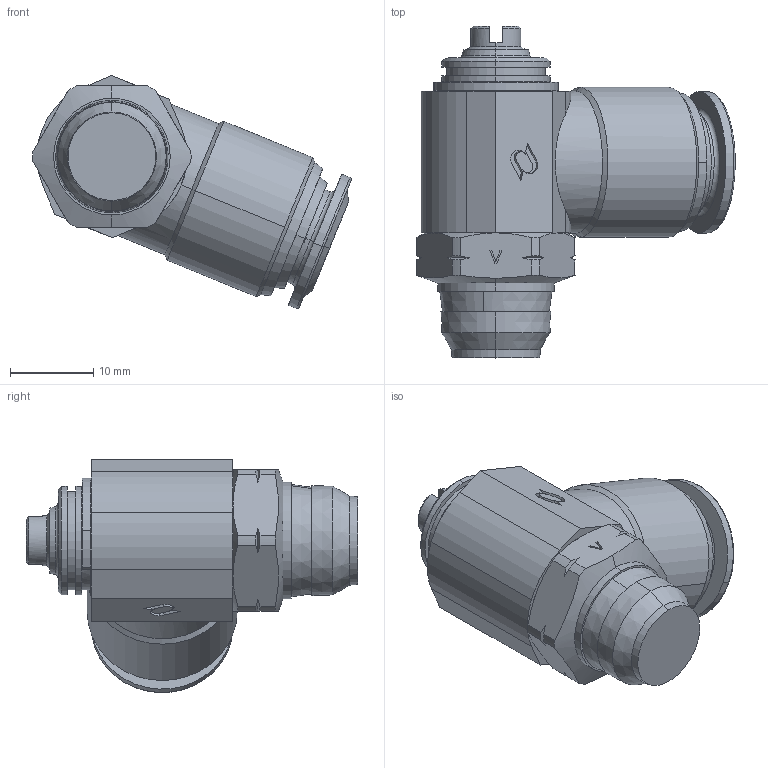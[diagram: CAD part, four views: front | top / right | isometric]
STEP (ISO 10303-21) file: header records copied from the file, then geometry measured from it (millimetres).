
FILE_DESCRIPTION (( 'STEP AP214' ), '1' );
FILE_NAME ('5791000017A.step', '2012-10-22T17:40:49', ( '' ), ( '' ), 'SwSTEP 2.0', 'SolidWorks 2012', '' );
FILE_SCHEMA (( 'AUTOMOTIVE_DESIGN' ));
Length unit declared in the file: millimetre
Products named in the file (1): 5791000017A
Bounding box: 38.23 x 39.84 x 27.98 mm (x, y, z)
Volume: 11756.7 mm3; surface area: 5483.5 mm2
Topology: 1 solids, 1 shells, 228 faces, 551 edges, 342 vertices
Faces by surface type: cylinder 76, plane 68, cone 60, torus 22, bspline 2
Entity records: 7990 total; most frequent: CARTESIAN_POINT 1402, DIRECTION 1203, ORIENTED_EDGE 1102, EDGE_CURVE 551, AXIS2_PLACEMENT_3D 483, VERTEX_POINT 342, CIRCLE 256, EDGE_LOOP 247
